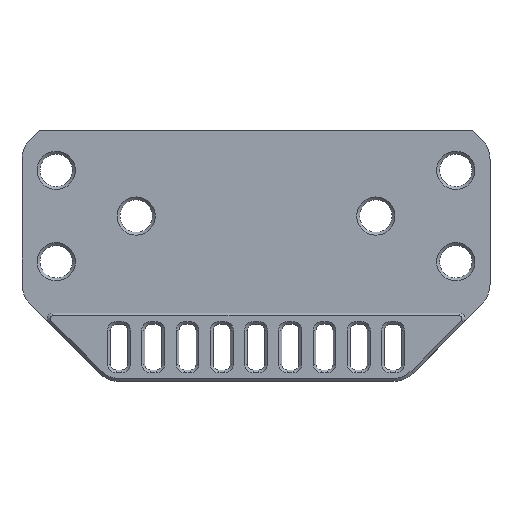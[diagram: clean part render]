
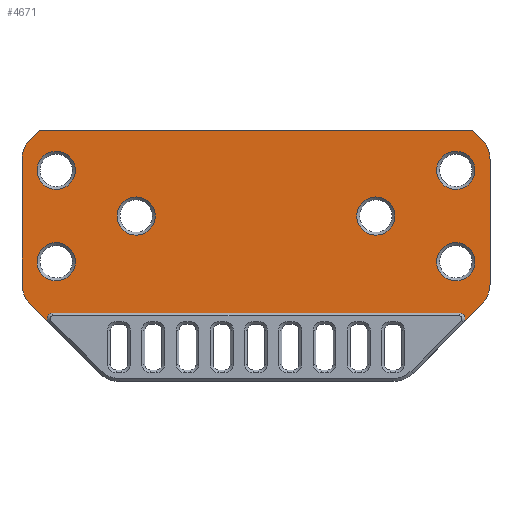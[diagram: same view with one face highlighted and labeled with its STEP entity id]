
A CAD part, top view. The second image highlights one B-rep face of the part: STEP entity #4671.
In plain terms, the highlighted planar face has unit normal (0, 0, 1).
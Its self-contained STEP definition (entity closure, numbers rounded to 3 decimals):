
#39=FACE_BOUND('',#849,.T.);
#40=FACE_BOUND('',#850,.T.);
#41=FACE_BOUND('',#851,.T.);
#42=FACE_BOUND('',#852,.T.);
#43=FACE_BOUND('',#853,.T.);
#44=FACE_BOUND('',#854,.T.);
#177=PLANE('',#5160);
#541=FACE_OUTER_BOUND('',#848,.T.);
#848=EDGE_LOOP('',(#4264,#4265,#4266,#4267,#4268,#4269,#4270,#4271,#4272,
#4273,#4274,#4275,#4276,#4277,#4278,#4279));
#849=EDGE_LOOP('',(#4280));
#850=EDGE_LOOP('',(#4281));
#851=EDGE_LOOP('',(#4282));
#852=EDGE_LOOP('',(#4283));
#853=EDGE_LOOP('',(#4284));
#854=EDGE_LOOP('',(#4285));
#881=LINE('',#6638,#1339);
#934=LINE('',#6853,#1392);
#936=LINE('',#6858,#1394);
#942=LINE('',#6870,#1400);
#993=LINE('',#7028,#1451);
#1003=LINE('',#7056,#1461);
#1170=LINE('',#7497,#1628);
#1325=LINE('',#7913,#1783);
#1339=VECTOR('',#5204,10.);
#1392=VECTOR('',#5369,10.);
#1394=VECTOR('',#5375,10.);
#1400=VECTOR('',#5387,10.);
#1451=VECTOR('',#5566,10.);
#1461=VECTOR('',#5596,10.);
#1628=VECTOR('',#6083,10.);
#1783=VECTOR('',#6556,10.);
#1791=CIRCLE('',#4704,5.);
#1843=CIRCLE('',#4761,5.);
#1869=CIRCLE('',#4831,5.);
#1872=CIRCLE('',#4840,1.);
#1927=CIRCLE('',#5001,1.);
#1982=CIRCLE('',#5159,3.35);
#1983=CIRCLE('',#5161,1.);
#1984=CIRCLE('',#5162,1.);
#1985=CIRCLE('',#5163,5.);
#1986=CIRCLE('',#5164,3.35);
#1987=CIRCLE('',#5165,3.35);
#1988=CIRCLE('',#5166,3.35);
#1989=CIRCLE('',#5167,3.35);
#1990=CIRCLE('',#5168,3.35);
#1991=VERTEX_POINT('',#6614);
#1992=VERTEX_POINT('',#6615);
#1998=VERTEX_POINT('',#6636);
#2093=VERTEX_POINT('',#6832);
#2094=VERTEX_POINT('',#6833);
#2098=VERTEX_POINT('',#6851);
#2099=VERTEX_POINT('',#6857);
#2102=VERTEX_POINT('',#6869);
#2138=VERTEX_POINT('',#7018);
#2141=VERTEX_POINT('',#7026);
#2146=VERTEX_POINT('',#7046);
#2147=VERTEX_POINT('',#7048);
#2149=VERTEX_POINT('',#7054);
#2263=VERTEX_POINT('',#7493);
#2363=VERTEX_POINT('',#7906);
#2364=VERTEX_POINT('',#7910);
#2365=VERTEX_POINT('',#7912);
#2366=VERTEX_POINT('',#7916);
#2367=VERTEX_POINT('',#7918);
#2368=VERTEX_POINT('',#7920);
#2369=VERTEX_POINT('',#7922);
#2370=VERTEX_POINT('',#7924);
#2371=EDGE_CURVE('',#1991,#1992,#1791,.T.);
#2380=EDGE_CURVE('',#1991,#1998,#881,.T.);
#2477=EDGE_CURVE('',#2093,#2094,#1843,.T.);
#2485=EDGE_CURVE('',#2093,#2098,#934,.T.);
#2487=EDGE_CURVE('',#2099,#1992,#936,.T.);
#2493=EDGE_CURVE('',#2102,#2094,#942,.T.);
#2567=EDGE_CURVE('',#2098,#2138,#1869,.T.);
#2571=EDGE_CURVE('',#2138,#2141,#993,.T.);
#2581=EDGE_CURVE('',#2146,#2147,#1872,.F.);
#2585=EDGE_CURVE('',#2149,#2146,#1003,.T.);
#2805=EDGE_CURVE('',#2263,#2141,#1927,.F.);
#2806=EDGE_CURVE('',#2263,#2147,#1170,.T.);
#3014=EDGE_CURVE('',#2363,#2363,#1982,.T.);
#3016=EDGE_CURVE('',#2364,#1998,#1983,.T.);
#3017=EDGE_CURVE('',#2364,#2365,#1325,.T.);
#3018=EDGE_CURVE('',#2102,#2365,#1984,.T.);
#3019=EDGE_CURVE('',#2149,#2099,#1985,.T.);
#3020=EDGE_CURVE('',#2366,#2366,#1986,.T.);
#3021=EDGE_CURVE('',#2367,#2367,#1987,.T.);
#3022=EDGE_CURVE('',#2368,#2368,#1988,.T.);
#3023=EDGE_CURVE('',#2369,#2369,#1989,.T.);
#3024=EDGE_CURVE('',#2370,#2370,#1990,.T.);
#4264=ORIENTED_EDGE('',*,*,#2371,.F.);
#4265=ORIENTED_EDGE('',*,*,#2380,.T.);
#4266=ORIENTED_EDGE('',*,*,#3016,.F.);
#4267=ORIENTED_EDGE('',*,*,#3017,.T.);
#4268=ORIENTED_EDGE('',*,*,#3018,.F.);
#4269=ORIENTED_EDGE('',*,*,#2493,.T.);
#4270=ORIENTED_EDGE('',*,*,#2477,.F.);
#4271=ORIENTED_EDGE('',*,*,#2485,.T.);
#4272=ORIENTED_EDGE('',*,*,#2567,.T.);
#4273=ORIENTED_EDGE('',*,*,#2571,.T.);
#4274=ORIENTED_EDGE('',*,*,#2805,.F.);
#4275=ORIENTED_EDGE('',*,*,#2806,.T.);
#4276=ORIENTED_EDGE('',*,*,#2581,.F.);
#4277=ORIENTED_EDGE('',*,*,#2585,.F.);
#4278=ORIENTED_EDGE('',*,*,#3019,.T.);
#4279=ORIENTED_EDGE('',*,*,#2487,.T.);
#4280=ORIENTED_EDGE('',*,*,#3020,.F.);
#4281=ORIENTED_EDGE('',*,*,#3021,.F.);
#4282=ORIENTED_EDGE('',*,*,#3022,.F.);
#4283=ORIENTED_EDGE('',*,*,#3023,.F.);
#4284=ORIENTED_EDGE('',*,*,#3024,.F.);
#4285=ORIENTED_EDGE('',*,*,#3014,.F.);
#4671=ADVANCED_FACE('',(#541,#39,#40,#41,#42,#43,#44),#177,.T.);
#4704=AXIS2_PLACEMENT_3D('',#6616,#5190,#5191);
#4761=AXIS2_PLACEMENT_3D('',#6834,#5357,#5358);
#4831=AXIS2_PLACEMENT_3D('',#7020,#5559,#5560);
#4840=AXIS2_PLACEMENT_3D('',#7049,#5588,#5589);
#5001=AXIS2_PLACEMENT_3D('',#7495,#6079,#6080);
#5159=AXIS2_PLACEMENT_3D('',#7907,#6549,#6550);
#5160=AXIS2_PLACEMENT_3D('',#7909,#6552,#6553);
#5161=AXIS2_PLACEMENT_3D('',#7911,#6554,#6555);
#5162=AXIS2_PLACEMENT_3D('',#7914,#6557,#6558);
#5163=AXIS2_PLACEMENT_3D('',#7915,#6559,#6560);
#5164=AXIS2_PLACEMENT_3D('',#7917,#6561,#6562);
#5165=AXIS2_PLACEMENT_3D('',#7919,#6563,#6564);
#5166=AXIS2_PLACEMENT_3D('',#7921,#6565,#6566);
#5167=AXIS2_PLACEMENT_3D('',#7923,#6567,#6568);
#5168=AXIS2_PLACEMENT_3D('',#7925,#6569,#6570);
#5190=DIRECTION('center_axis',(0.,0.,-1.));
#5191=DIRECTION('ref_axis',(0.924,0.383,0.));
#5204=DIRECTION('',(-0.707,0.707,0.));
#5357=DIRECTION('center_axis',(0.,0.,-1.));
#5358=DIRECTION('ref_axis',(-0.924,0.383,0.));
#5369=DIRECTION('',(0.,-1.,0.));
#5375=DIRECTION('',(0.,1.,0.));
#5387=DIRECTION('',(-0.707,-0.707,0.));
#5559=DIRECTION('center_axis',(0.,0.,1.));
#5560=DIRECTION('ref_axis',(-1.,0.,0.));
#5566=DIRECTION('',(0.707,-0.707,0.));
#5588=DIRECTION('center_axis',(0.,0.,-1.));
#5589=DIRECTION('ref_axis',(0.924,0.383,0.));
#5596=DIRECTION('',(-0.707,-0.707,0.));
#6079=DIRECTION('center_axis',(0.,0.,-1.));
#6080=DIRECTION('ref_axis',(-0.924,0.383,0.));
#6083=DIRECTION('',(1.,0.,0.));
#6549=DIRECTION('center_axis',(0.,0.,1.));
#6550=DIRECTION('ref_axis',(-1.,0.,0.));
#6552=DIRECTION('center_axis',(0.,0.,1.));
#6553=DIRECTION('ref_axis',(-1.,0.,0.));
#6554=DIRECTION('center_axis',(0.,0.,-1.));
#6555=DIRECTION('ref_axis',(0.383,0.924,0.));
#6556=DIRECTION('',(-1.,0.,0.));
#6557=DIRECTION('center_axis',(0.,0.,-1.));
#6558=DIRECTION('ref_axis',(-0.383,0.924,0.));
#6559=DIRECTION('center_axis',(0.,0.,1.));
#6560=DIRECTION('ref_axis',(0.707,-0.707,0.));
#6561=DIRECTION('center_axis',(0.,0.,1.));
#6562=DIRECTION('ref_axis',(-1.,0.,0.));
#6563=DIRECTION('center_axis',(0.,0.,1.));
#6564=DIRECTION('ref_axis',(-1.,0.,0.));
#6565=DIRECTION('center_axis',(0.,0.,1.));
#6566=DIRECTION('ref_axis',(-1.,0.,0.));
#6567=DIRECTION('center_axis',(0.,0.,1.));
#6568=DIRECTION('ref_axis',(-1.,0.,0.));
#6569=DIRECTION('center_axis',(0.,0.,1.));
#6570=DIRECTION('ref_axis',(-1.,0.,0.));
#6614=CARTESIAN_POINT('',(-19.464,13.464,152.));
#6615=CARTESIAN_POINT('',(-18.,9.929,152.));
#6616=CARTESIAN_POINT('Origin',(-23.,9.929,152.));
#6636=CARTESIAN_POINT('',(-20.707,14.707,152.));
#6638=CARTESIAN_POINT('',(-21.,15.,152.));
#6832=CARTESIAN_POINT('',(-100.,9.929,152.));
#6833=CARTESIAN_POINT('',(-98.536,13.464,152.));
#6834=CARTESIAN_POINT('Origin',(-95.,9.929,152.));
#6851=CARTESIAN_POINT('',(-100.,-11.929,152.));
#6853=CARTESIAN_POINT('',(-100.,7.929,152.));
#6857=CARTESIAN_POINT('',(-18.,-11.929,152.));
#6858=CARTESIAN_POINT('',(-18.,7.929,152.));
#6869=CARTESIAN_POINT('',(-97.293,14.707,152.));
#6870=CARTESIAN_POINT('',(-97.,15.,152.));
#7018=CARTESIAN_POINT('',(-98.536,-15.464,152.));
#7020=CARTESIAN_POINT('Origin',(-95.,-11.929,152.));
#7026=CARTESIAN_POINT('',(-95.293,-18.707,152.));
#7028=CARTESIAN_POINT('',(-98.536,-15.464,152.));
#7046=CARTESIAN_POINT('',(-22.642,-18.642,152.));
#7048=CARTESIAN_POINT('',(-23.409,-17.,152.));
#7049=CARTESIAN_POINT('Origin',(-23.409,-18.,152.));
#7054=CARTESIAN_POINT('',(-19.464,-15.464,152.));
#7056=CARTESIAN_POINT('',(-28.249,-24.249,152.));
#7493=CARTESIAN_POINT('',(-94.586,-17.,152.));
#7495=CARTESIAN_POINT('Origin',(-94.586,-18.,152.));
#7497=CARTESIAN_POINT('',(-40.,-17.,152.));
#7906=CARTESIAN_POINT('',(-20.65,8.,152.));
#7907=CARTESIAN_POINT('Origin',(-24.,8.,152.));
#7909=CARTESIAN_POINT('Origin',(-59.,-5.995,152.));
#7910=CARTESIAN_POINT('',(-21.414,15.,152.));
#7911=CARTESIAN_POINT('Origin',(-21.414,14.,152.));
#7912=CARTESIAN_POINT('',(-96.586,15.,152.));
#7913=CARTESIAN_POINT('',(-5.,15.,152.));
#7914=CARTESIAN_POINT('Origin',(-96.586,14.,152.));
#7915=CARTESIAN_POINT('Origin',(-23.,-11.929,152.));
#7916=CARTESIAN_POINT('',(-20.65,-8.,152.));
#7917=CARTESIAN_POINT('Origin',(-24.,-8.,152.));
#7918=CARTESIAN_POINT('',(-90.65,-8.,152.));
#7919=CARTESIAN_POINT('Origin',(-94.,-8.,152.));
#7920=CARTESIAN_POINT('',(-76.65,0.,152.));
#7921=CARTESIAN_POINT('Origin',(-80.,0.,152.));
#7922=CARTESIAN_POINT('',(-90.65,8.,152.));
#7923=CARTESIAN_POINT('Origin',(-94.,8.,152.));
#7924=CARTESIAN_POINT('',(-34.65,0.,152.));
#7925=CARTESIAN_POINT('Origin',(-38.,0.,152.));
